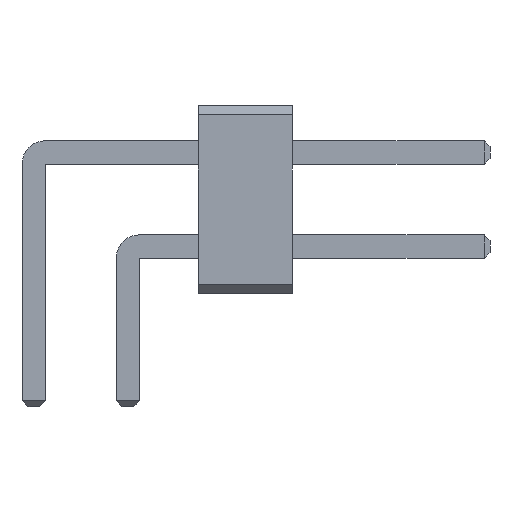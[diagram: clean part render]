
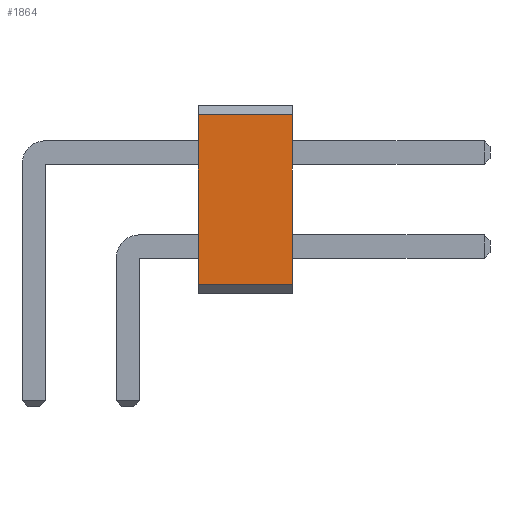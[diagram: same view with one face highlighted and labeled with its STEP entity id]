
A CAD part, front view. The second image highlights one B-rep face of the part: STEP entity #1864.
In plain terms, the highlighted planar face has unit normal (0, -1, 0).
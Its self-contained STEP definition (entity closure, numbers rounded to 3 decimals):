
#13=DIRECTION('',(0.,0.,1.));
#27=VECTOR('',#28,1.);
#28=DIRECTION('',(1.,0.,0.));
#57=DIRECTION('',(0.,-1.,0.));
#1851=VERTEX_POINT('',#1852);
#1852=CARTESIAN_POINT('',(5.5,-63.,0.2));
#1855=EDGE_CURVE('',#1856,#1851,#1858,.T.);
#1856=VERTEX_POINT('',#1857);
#1857=CARTESIAN_POINT('',(3.5,-63.,0.2));
#1858=LINE('',#1857,#27);
#1864=ADVANCED_FACE('',(#1865),#1882,.T.);
#1865=FACE_BOUND('',#1866,.T.);
#1866=EDGE_LOOP('',(#1867,#1868,#1874,#1879));
#1867=ORIENTED_EDGE('',*,*,#1855,.T.);
#1868=ORIENTED_EDGE('',*,*,#1869,.T.);
#1869=EDGE_CURVE('',#1851,#1870,#1872,.T.);
#1870=VERTEX_POINT('',#1871);
#1871=CARTESIAN_POINT('',(5.5,-63.,3.8));
#1872=LINE('',#1852,#1873);
#1873=VECTOR('',#13,1.);
#1874=ORIENTED_EDGE('',*,*,#1875,.F.);
#1875=EDGE_CURVE('',#1876,#1870,#1878,.T.);
#1876=VERTEX_POINT('',#1877);
#1877=CARTESIAN_POINT('',(3.5,-63.,3.8));
#1878=LINE('',#1877,#27);
#1879=ORIENTED_EDGE('',*,*,#1880,.F.);
#1880=EDGE_CURVE('',#1856,#1876,#1881,.T.);
#1881=LINE('',#1857,#1873);
#1882=PLANE('',#1883);
#1883=AXIS2_PLACEMENT_3D('',#1857,#57,#13);
